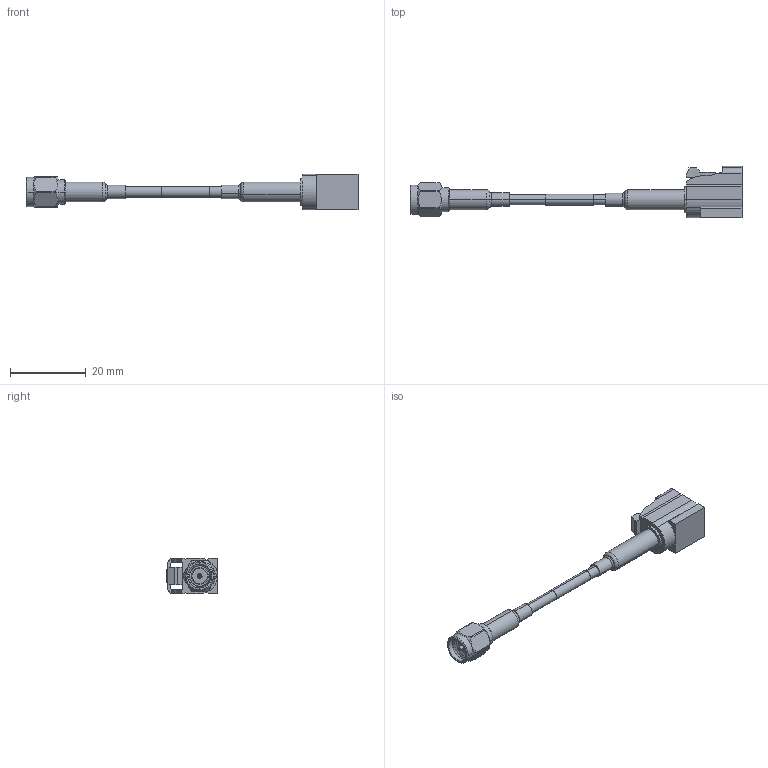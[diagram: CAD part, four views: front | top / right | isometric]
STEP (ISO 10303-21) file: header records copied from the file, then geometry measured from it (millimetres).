
FILE_DESCRIPTION (( 'STEP AP214' ), '1' );
FILE_NAME ('FMCA100092_3D.step', '2024-07-31T22:49:38', ( '' ), ( '' ), 'SwSTEP 2.0', 'SolidWorks 2022', '' );
FILE_SCHEMA (( 'AUTOMOTIVE_DESIGN' ));
Length unit declared in the file: inch
Products named in the file (6): RG188-HEATSHRINK_1" Long; FMCA100092_3D; RG188A-U; RG188-HEATSHRINK_.75" Long; SC7060; FMCN1346Z_Z
Assembly tree (5 placements, depth 2):
  FMCA100092_3D
    RG188A-U
    FMCN1346Z_Z
    SC7060
    RG188-HEATSHRINK_.75" Long
    RG188-HEATSHRINK_1" Long
Bounding box: 87.61 x 13.48 x 9.4 mm (x, y, z)
Volume: 2153.4 mm3; surface area: 4452.9 mm2
Topology: 9 solids, 9 shells, 420 faces, 1069 edges, 687 vertices
Faces by surface type: plane 194, cylinder 157, cone 46, torus 18, bspline 5
Entity records: 15775 total; most frequent: CARTESIAN_POINT 3764, DIRECTION 2184, ORIENTED_EDGE 2138, EDGE_CURVE 1069, AXIS2_PLACEMENT_3D 796, VERTEX_POINT 687, LINE 592, VECTOR 592
